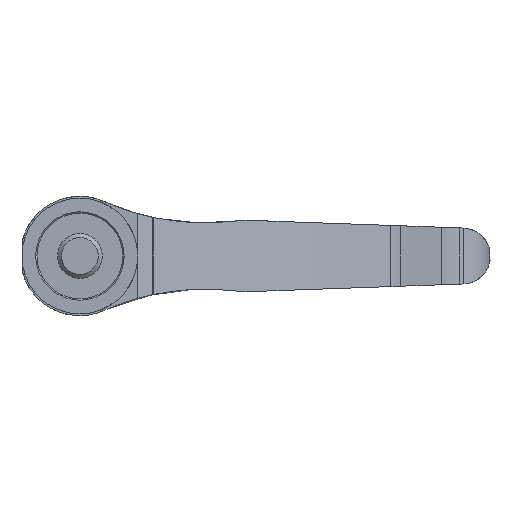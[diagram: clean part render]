
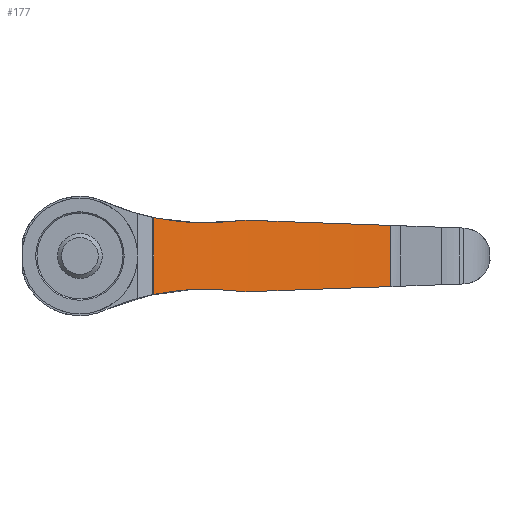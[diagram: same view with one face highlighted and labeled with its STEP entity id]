
A CAD part, front view. The second image highlights one B-rep face of the part: STEP entity #177.
In plain terms, the highlighted cylindrical face has radius 289.16 mm (diameter 578.32 mm), a partial arc.
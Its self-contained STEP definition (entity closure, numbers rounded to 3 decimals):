
#177 = ADVANCED_FACE( '', ( #368 ), #369, .F. );
#368 = FACE_OUTER_BOUND( '', #562, .T. );
#369 = CYLINDRICAL_SURFACE( '', #563, 289.16 );
#562 = EDGE_LOOP( '', ( #1002, #1003, #1004, #1005, #1006, #1007, #1008, #1009 ) );
#563 = AXIS2_PLACEMENT_3D( '', #1010, #1011, #1012 );
#1002 = ORIENTED_EDGE( '', *, *, #1192, .T. );
#1003 = ORIENTED_EDGE( '', *, *, #1121, .F. );
#1004 = ORIENTED_EDGE( '', *, *, #1090, .T. );
#1005 = ORIENTED_EDGE( '', *, *, #1214, .T. );
#1006 = ORIENTED_EDGE( '', *, *, #1232, .F. );
#1007 = ORIENTED_EDGE( '', *, *, #1100, .T. );
#1008 = ORIENTED_EDGE( '', *, *, #1257, .T. );
#1009 = ORIENTED_EDGE( '', *, *, #1106, .F. );
#1010 = CARTESIAN_POINT( '', ( 152.317, -223.239, 32. ) );
#1011 = DIRECTION( '', ( 0., 0., 1. ) );
#1012 = DIRECTION( '', ( -1., 0., 0. ) );
#1090 = EDGE_CURVE( '', #1282, #1283, #1284, .T. );
#1100 = EDGE_CURVE( '', #1302, #1300, #1303, .F. );
#1106 = EDGE_CURVE( '', #1311, #1313, #1314, .T. );
#1121 = EDGE_CURVE( '', #1282, #1338, #1339, .T. );
#1192 = EDGE_CURVE( '', #1311, #1338, #1455, .T. );
#1214 = EDGE_CURVE( '', #1283, #1485, #1487, .F. );
#1232 = EDGE_CURVE( '', #1302, #1485, #1507, .T. );
#1257 = EDGE_CURVE( '', #1300, #1313, #1537, .T. );
#1282 = VERTEX_POINT( '', #1563 );
#1283 = VERTEX_POINT( '', #1564 );
#1284 = B_SPLINE_CURVE_WITH_KNOTS( '', 3, ( #1565, #1566, #1567, #1568 ), .UNSPECIFIED., .F., .F., ( 4, 4 ), ( 0., 0.002 ), .UNSPECIFIED. );
#1300 = VERTEX_POINT( '', #1591 );
#1302 = VERTEX_POINT( '', #1594 );
#1303 = ELLIPSE( '', #1595, 289.347, 289.16 );
#1311 = VERTEX_POINT( '', #1604 );
#1313 = VERTEX_POINT( '', #1609 );
#1314 = B_SPLINE_CURVE_WITH_KNOTS( '', 3, ( #1610, #1611, #1612, #1613, #1614, #1615 ), .UNSPECIFIED., .F., .F., ( 4, 2, 4 ), ( 0., 0.013, 0.025 ), .UNSPECIFIED. );
#1338 = VERTEX_POINT( '', #1747 );
#1339 = B_SPLINE_CURVE_WITH_KNOTS( '', 3, ( #1748, #1749, #1750, #1751, #1752, #1753 ), .UNSPECIFIED., .F., .F., ( 4, 2, 4 ), ( 0., 0.013, 0.025 ), .UNSPECIFIED. );
#1455 = LINE( '', #2015, #2016 );
#1485 = VERTEX_POINT( '', #2079 );
#1487 = ELLIPSE( '', #2081, 289.347, 289.16 );
#1507 = LINE( '', #2156, #2157 );
#1537 = B_SPLINE_CURVE_WITH_KNOTS( '', 3, ( #2193, #2194, #2195, #2196 ), .UNSPECIFIED., .F., .F., ( 4, 4 ), ( 0., 0.002 ), .UNSPECIFIED. );
#1563 = CARTESIAN_POINT( '', ( 42.804, 44.381, -9.45 ) );
#1564 = CARTESIAN_POINT( '', ( 45.114, 45.315, -9.564 ) );
#1565 = CARTESIAN_POINT( '', ( 42.804, 44.381, -9.45 ) );
#1566 = CARTESIAN_POINT( '', ( 43.57, 44.694, -9.554 ) );
#1567 = CARTESIAN_POINT( '', ( 44.34, 45.006, -9.592 ) );
#1568 = CARTESIAN_POINT( '', ( 45.114, 45.315, -9.564 ) );
#1591 = CARTESIAN_POINT( '', ( 45.114, 45.315, 9.564 ) );
#1594 = CARTESIAN_POINT( '', ( 83.209, 57.542, 8.194 ) );
#1595 = AXIS2_PLACEMENT_3D( '', #2236, #2237, #2238 );
#1604 = CARTESIAN_POINT( '', ( 19.824, 33.781, 10.293 ) );
#1609 = CARTESIAN_POINT( '', ( 42.804, 44.381, 9.45 ) );
#1610 = CARTESIAN_POINT( '', ( 19.824, 33.781, 10.293 ) );
#1611 = CARTESIAN_POINT( '', ( 23.558, 35.706, 9.505 ) );
#1612 = CARTESIAN_POINT( '', ( 27.339, 37.552, 9.036 ) );
#1613 = CARTESIAN_POINT( '', ( 34.998, 41.086, 8.743 ) );
#1614 = CARTESIAN_POINT( '', ( 38.876, 42.774, 8.918 ) );
#1615 = CARTESIAN_POINT( '', ( 42.804, 44.381, 9.45 ) );
#1747 = CARTESIAN_POINT( '', ( 19.824, 33.781, -10.293 ) );
#1748 = CARTESIAN_POINT( '', ( 42.804, 44.381, -9.45 ) );
#1749 = CARTESIAN_POINT( '', ( 38.876, 42.774, -8.918 ) );
#1750 = CARTESIAN_POINT( '', ( 34.998, 41.086, -8.743 ) );
#1751 = CARTESIAN_POINT( '', ( 27.339, 37.552, -9.036 ) );
#1752 = CARTESIAN_POINT( '', ( 23.558, 35.706, -9.505 ) );
#1753 = CARTESIAN_POINT( '', ( 19.824, 33.781, -10.293 ) );
#2015 = CARTESIAN_POINT( '', ( 19.824, 33.781, 32. ) );
#2016 = VECTOR( '', #2376, 1000. );
#2079 = CARTESIAN_POINT( '', ( 83.209, 57.542, -8.194 ) );
#2081 = AXIS2_PLACEMENT_3D( '', #2401, #2402, #2403 );
#2156 = CARTESIAN_POINT( '', ( 83.209, 57.542, 32. ) );
#2157 = VECTOR( '', #2415, 1000. );
#2193 = CARTESIAN_POINT( '', ( 45.114, 45.315, 9.564 ) );
#2194 = CARTESIAN_POINT( '', ( 44.34, 45.006, 9.592 ) );
#2195 = CARTESIAN_POINT( '', ( 43.57, 44.694, 9.554 ) );
#2196 = CARTESIAN_POINT( '', ( 42.804, 44.381, 9.45 ) );
#2236 = CARTESIAN_POINT( '', ( 152.317, -223.239, 5.708 ) );
#2237 = DIRECTION( '', ( -0.036, 0., -0.999 ) );
#2238 = DIRECTION( '', ( 0.999, 0., -0.036 ) );
#2376 = DIRECTION( '', ( 0., 0., -1. ) );
#2401 = CARTESIAN_POINT( '', ( 152.317, -223.239, -5.708 ) );
#2402 = DIRECTION( '', ( -0.036, 0., 0.999 ) );
#2403 = DIRECTION( '', ( -0.999, 0., -0.036 ) );
#2415 = DIRECTION( '', ( 0., 0., -1. ) );
